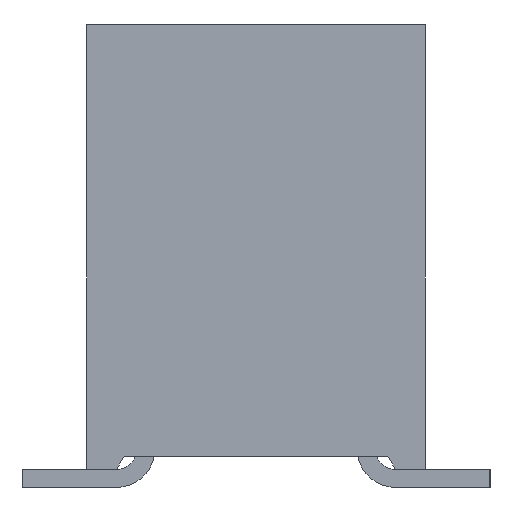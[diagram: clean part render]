
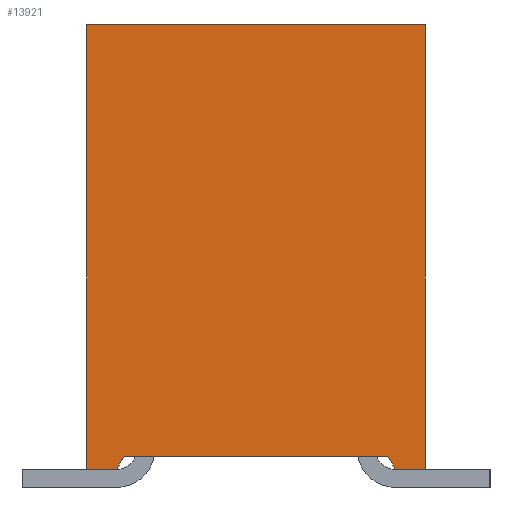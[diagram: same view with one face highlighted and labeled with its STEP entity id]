
A CAD part, left-side view. The second image highlights one B-rep face of the part: STEP entity #13921.
In plain terms, the highlighted planar face has unit normal (-1, 0, 0).
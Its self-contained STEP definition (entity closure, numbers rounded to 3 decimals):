
#13850=CARTESIAN_POINT('',(-15.932,0.,2.273));
#13851=DIRECTION('',(-1.0,0.0,0.0));
#13852=DIRECTION('',(0.0,0.0,1.0));
#13853=AXIS2_PLACEMENT_3D('',#13850,#13851,#13852);
#13854=PLANE('',#13853);
#13855=CARTESIAN_POINT('',(-15.932,-1.664,0.178));
#13856=VERTEX_POINT('',#13855);
#13857=CARTESIAN_POINT('',(-15.932,-1.369,0.178));
#13858=VERTEX_POINT('',#13857);
#13859=CARTESIAN_POINT('',(-15.932,-1.664,0.178));
#13860=DIRECTION('',(0.0,1.0,0.0));
#13861=VECTOR('',#13860,0.294);
#13862=LINE('',#13859,#13861);
#13863=EDGE_CURVE('',#13856,#13858,#13862,.T.);
#13864=ORIENTED_EDGE('',*,*,#13863,.F.);
#13865=CARTESIAN_POINT('',(-15.932,-1.664,4.547));
#13866=VERTEX_POINT('',#13865);
#13867=CARTESIAN_POINT('',(-15.932,-1.664,4.547));
#13868=DIRECTION('',(0.0,0.0,-1.0));
#13869=VECTOR('',#13868,4.369);
#13870=LINE('',#13867,#13869);
#13871=EDGE_CURVE('',#13866,#13856,#13870,.T.);
#13872=ORIENTED_EDGE('',*,*,#13871,.F.);
#13873=CARTESIAN_POINT('',(-15.932,1.664,4.547));
#13874=VERTEX_POINT('',#13873);
#13875=CARTESIAN_POINT('',(-15.932,1.664,4.547));
#13876=DIRECTION('',(0.0,-1.0,0.0));
#13877=VECTOR('',#13876,3.327);
#13878=LINE('',#13875,#13877);
#13879=EDGE_CURVE('',#13874,#13866,#13878,.T.);
#13880=ORIENTED_EDGE('',*,*,#13879,.F.);
#13881=CARTESIAN_POINT('',(-15.932,1.664,0.178));
#13882=VERTEX_POINT('',#13881);
#13883=CARTESIAN_POINT('',(-15.932,1.664,0.178));
#13884=DIRECTION('',(0.0,0.0,1.0));
#13885=VECTOR('',#13884,4.369);
#13886=LINE('',#13883,#13885);
#13887=EDGE_CURVE('',#13882,#13874,#13886,.T.);
#13888=ORIENTED_EDGE('',*,*,#13887,.F.);
#13889=CARTESIAN_POINT('',(-15.932,1.369,0.178));
#13890=VERTEX_POINT('',#13889);
#13891=CARTESIAN_POINT('',(-15.932,1.369,0.178));
#13892=DIRECTION('',(0.0,1.0,0.0));
#13893=VECTOR('',#13892,0.294);
#13894=LINE('',#13891,#13893);
#13895=EDGE_CURVE('',#13890,#13882,#13894,.T.);
#13896=ORIENTED_EDGE('',*,*,#13895,.F.);
#13897=CARTESIAN_POINT('',(-15.932,1.296,0.305));
#13898=VERTEX_POINT('',#13897);
#13899=CARTESIAN_POINT('',(-15.932,1.296,0.305));
#13900=DIRECTION('',(0.,0.5,-0.866));
#13901=VECTOR('',#13900,0.147);
#13902=LINE('',#13899,#13901);
#13903=EDGE_CURVE('',#13898,#13890,#13902,.T.);
#13904=ORIENTED_EDGE('',*,*,#13903,.F.);
#13905=CARTESIAN_POINT('',(-15.932,-1.296,0.305));
#13906=VERTEX_POINT('',#13905);
#13907=CARTESIAN_POINT('',(-15.932,-1.296,0.305));
#13908=DIRECTION('',(0.0,1.0,0.0));
#13909=VECTOR('',#13908,2.592);
#13910=LINE('',#13907,#13909);
#13911=EDGE_CURVE('',#13906,#13898,#13910,.T.);
#13912=ORIENTED_EDGE('',*,*,#13911,.F.);
#13913=CARTESIAN_POINT('',(-15.932,-1.369,0.178));
#13914=DIRECTION('',(0.,0.5,0.866));
#13915=VECTOR('',#13914,0.147);
#13916=LINE('',#13913,#13915);
#13917=EDGE_CURVE('',#13858,#13906,#13916,.T.);
#13918=ORIENTED_EDGE('',*,*,#13917,.F.);
#13919=EDGE_LOOP('',(#13864,#13872,#13880,#13888,#13896,#13904,#13912,#13918));
#13920=FACE_OUTER_BOUND('',#13919,.T.);
#13921=ADVANCED_FACE('',(#13920),#13854,.T.);
